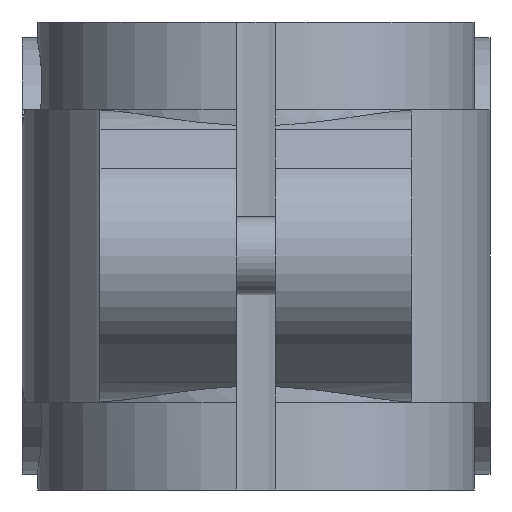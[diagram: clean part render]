
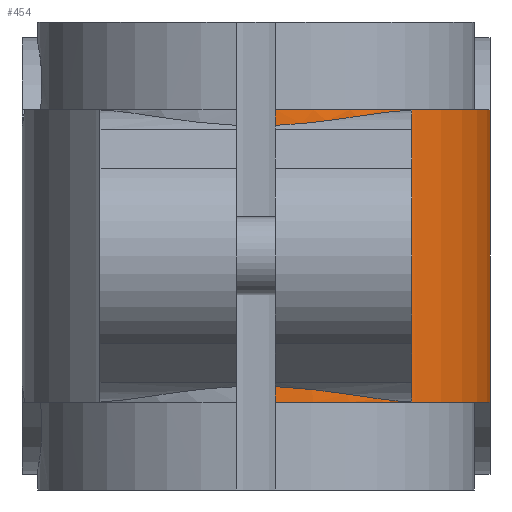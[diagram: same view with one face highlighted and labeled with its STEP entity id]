
A CAD part, left-side view. The second image highlights one B-rep face of the part: STEP entity #454.
In plain terms, the highlighted cylindrical face has radius 30 mm (diameter 60 mm), a partial arc.
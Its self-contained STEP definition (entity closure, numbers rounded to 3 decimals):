
#454 = ADVANCED_FACE( '', ( #926 ), #927, .T. );
#926 = FACE_OUTER_BOUND( '', #1419, .T. );
#927 = CYLINDRICAL_SURFACE( '', #1420, 30. );
#1419 = EDGE_LOOP( '', ( #2473, #2474, #2475, #2476, #2477, #2478, #2479, #2480 ) );
#1420 = AXIS2_PLACEMENT_3D( '', #2481, #2482, #2483 );
#2473 = ORIENTED_EDGE( '', *, *, #2993, .F. );
#2474 = ORIENTED_EDGE( '', *, *, #3249, .T. );
#2475 = ORIENTED_EDGE( '', *, *, #3073, .F. );
#2476 = ORIENTED_EDGE( '', *, *, #3130, .F. );
#2477 = ORIENTED_EDGE( '', *, *, #2999, .F. );
#2478 = ORIENTED_EDGE( '', *, *, #3183, .F. );
#2479 = ORIENTED_EDGE( '', *, *, #2961, .F. );
#2480 = ORIENTED_EDGE( '', *, *, #3250, .F. );
#2481 = CARTESIAN_POINT( '', ( 0., 0., 18.75 ) );
#2482 = DIRECTION( '', ( 0., 0., 1. ) );
#2483 = DIRECTION( '', ( -1., 0., 0. ) );
#2961 = EDGE_CURVE( '', #3543, #3546, #3547, .F. );
#2993 = EDGE_CURVE( '', #3600, #3602, #3603, .F. );
#2999 = EDGE_CURVE( '', #3612, #3614, #3615, .F. );
#3073 = EDGE_CURVE( '', #3727, #3729, #3730, .T. );
#3130 = EDGE_CURVE( '', #3614, #3727, #3809, .T. );
#3183 = EDGE_CURVE( '', #3546, #3612, #3877, .T. );
#3249 = EDGE_CURVE( '', #3600, #3729, #3964, .T. );
#3250 = EDGE_CURVE( '', #3602, #3543, #3965, .T. );
#3543 = VERTEX_POINT( '', #4518 );
#3546 = VERTEX_POINT( '', #4521 );
#3547 = LINE( '', #4522, #4523 );
#3600 = VERTEX_POINT( '', #4614 );
#3602 = VERTEX_POINT( '', #4617 );
#3603 = LINE( '', #4618, #4619 );
#3612 = VERTEX_POINT( '', #4630 );
#3614 = VERTEX_POINT( '', #4632 );
#3615 = LINE( '', #4633, #4634 );
#3727 = VERTEX_POINT( '', #4786 );
#3729 = VERTEX_POINT( '', #4789 );
#3730 = LINE( '', #4790, #4791 );
#3809 = CIRCLE( '', #4967, 30. );
#3877 = B_SPLINE_CURVE_WITH_KNOTS( '', 3, ( #5120, #5121, #5122, #5123, #5124, #5125, #5126, #5127, #5128, #5129, #5130, #5131 ), .UNSPECIFIED., .F., .F., ( 4, 2, 2, 2, 2, 4 ), ( 0., 0.005, 0.01, 0.015, 0.017, 0.019 ), .UNSPECIFIED. );
#3964 = CIRCLE( '', #5275, 30. );
#3965 = B_SPLINE_CURVE_WITH_KNOTS( '', 3, ( #5276, #5277, #5278, #5279, #5280, #5281, #5282, #5283, #5284, #5285, #5286, #5287, #5288, #5289 ), .UNSPECIFIED., .F., .F., ( 4, 2, 2, 2, 2, 2, 4 ), ( 0.024, 0.027, 0.029, 0.034, 0.037, 0.039, 0.044 ), .UNSPECIFIED. );
#4518 = CARTESIAN_POINT( '', ( -22.361, -20., -18.727 ) );
#4521 = CARTESIAN_POINT( '', ( -22.361, -20., 18.727 ) );
#4522 = CARTESIAN_POINT( '', ( -22.361, -20., 18.75 ) );
#4523 = VECTOR( '', #5544, 1000. );
#4614 = CARTESIAN_POINT( '', ( -29.896, -2.5, -18.75 ) );
#4617 = CARTESIAN_POINT( '', ( -29.896, -2.5, -16.753 ) );
#4618 = CARTESIAN_POINT( '', ( -29.896, -2.5, 18.75 ) );
#4619 = VECTOR( '', #5588, 1000. );
#4630 = CARTESIAN_POINT( '', ( -29.896, -2.5, 16.753 ) );
#4632 = CARTESIAN_POINT( '', ( -29.896, -2.5, 18.75 ) );
#4633 = CARTESIAN_POINT( '', ( -29.896, -2.5, 18.75 ) );
#4634 = VECTOR( '', #5600, 1000. );
#4786 = CARTESIAN_POINT( '', ( 0., -30., 18.75 ) );
#4789 = CARTESIAN_POINT( '', ( 0., -30., -18.75 ) );
#4790 = CARTESIAN_POINT( '', ( 0., -30., 18.75 ) );
#4791 = VECTOR( '', #5693, 1000. );
#4967 = AXIS2_PLACEMENT_3D( '', #5753, #5754, #5755 );
#5120 = CARTESIAN_POINT( '', ( -22.361, -20., 18.727 ) );
#5121 = CARTESIAN_POINT( '', ( -23.455, -18.777, 18.672 ) );
#5122 = CARTESIAN_POINT( '', ( -24.429, -17.487, 18.531 ) );
#5123 = CARTESIAN_POINT( '', ( -26.157, -14.778, 18.17 ) );
#5124 = CARTESIAN_POINT( '', ( -26.912, -13.356, 17.951 ) );
#5125 = CARTESIAN_POINT( '', ( -28.196, -10.374, 17.512 ) );
#5126 = CARTESIAN_POINT( '', ( -28.71, -8.85, 17.3 ) );
#5127 = CARTESIAN_POINT( '', ( -29.296, -6.51, 17.041 ) );
#5128 = CARTESIAN_POINT( '', ( -29.461, -5.721, 16.964 ) );
#5129 = CARTESIAN_POINT( '', ( -29.726, -4.125, 16.838 ) );
#5130 = CARTESIAN_POINT( '', ( -29.827, -3.316, 16.787 ) );
#5131 = CARTESIAN_POINT( '', ( -29.896, -2.5, 16.753 ) );
#5275 = AXIS2_PLACEMENT_3D( '', #5872, #5873, #5874 );
#5276 = CARTESIAN_POINT( '', ( -29.896, -2.5, -16.753 ) );
#5277 = CARTESIAN_POINT( '', ( -29.829, -3.302, -16.787 ) );
#5278 = CARTESIAN_POINT( '', ( -29.729, -4.101, -16.836 ) );
#5279 = CARTESIAN_POINT( '', ( -29.466, -5.693, -16.962 ) );
#5280 = CARTESIAN_POINT( '', ( -29.302, -6.487, -17.038 ) );
#5281 = CARTESIAN_POINT( '', ( -28.71, -8.853, -17.3 ) );
#5282 = CARTESIAN_POINT( '', ( -28.195, -10.375, -17.513 ) );
#5283 = CARTESIAN_POINT( '', ( -27.245, -12.584, -17.837 ) );
#5284 = CARTESIAN_POINT( '', ( -26.899, -13.308, -17.946 ) );
#5285 = CARTESIAN_POINT( '', ( -26.146, -14.732, -18.156 ) );
#5286 = CARTESIAN_POINT( '', ( -25.738, -15.434, -18.258 ) );
#5287 = CARTESIAN_POINT( '', ( -24.43, -17.487, -18.531 ) );
#5288 = CARTESIAN_POINT( '', ( -23.451, -18.78, -18.672 ) );
#5289 = CARTESIAN_POINT( '', ( -22.361, -20., -18.727 ) );
#5544 = DIRECTION( '', ( 0., 0., -1. ) );
#5588 = DIRECTION( '', ( 0., 0., -1. ) );
#5600 = DIRECTION( '', ( 0., 0., -1. ) );
#5693 = DIRECTION( '', ( 0., 0., -1. ) );
#5753 = CARTESIAN_POINT( '', ( 0., 0., 18.75 ) );
#5754 = DIRECTION( '', ( 0., 0., 1. ) );
#5755 = DIRECTION( '', ( 1., 0., 0. ) );
#5872 = CARTESIAN_POINT( '', ( 0., 0., -18.75 ) );
#5873 = DIRECTION( '', ( 0., 0., 1. ) );
#5874 = DIRECTION( '', ( 1., 0., 0. ) );
